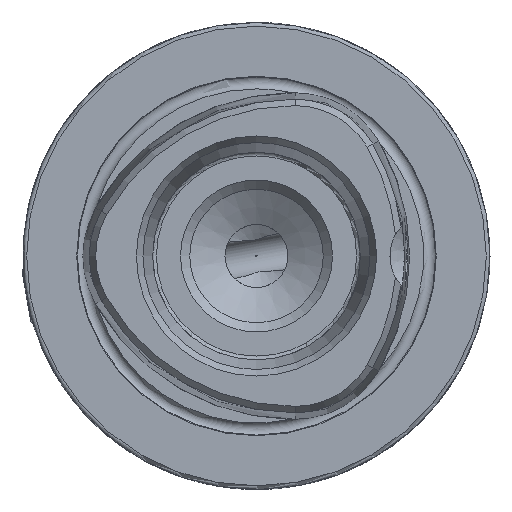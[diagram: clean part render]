
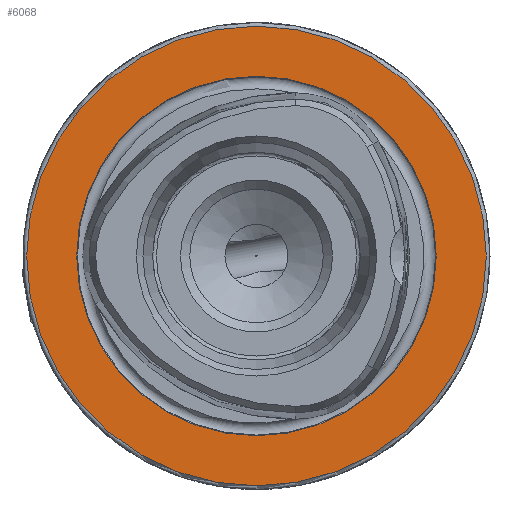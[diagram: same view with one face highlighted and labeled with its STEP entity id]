
A CAD part, left-side view. The second image highlights one B-rep face of the part: STEP entity #6068.
In plain terms, the highlighted planar face has unit normal (-1, 0, 0).
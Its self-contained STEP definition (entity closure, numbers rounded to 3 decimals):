
#334 = CARTESIAN_POINT ( 'NONE',  ( 0., 0., 24.25 ) ) ;
#426 = DIRECTION ( 'NONE',  ( 0., 0., -1. ) ) ;
#968 = ORIENTED_EDGE ( 'NONE', *, *, #8386, .F. ) ;
#1856 = DIRECTION ( 'NONE',  ( 1., 0., 0. ) ) ;
#2409 = CIRCLE ( 'NONE', #5534, 24.25 ) ;
#3058 = CARTESIAN_POINT ( 'NONE',  ( 0., 0., 31. ) ) ;
#3152 = CARTESIAN_POINT ( 'NONE',  ( 0., 24.25, 0. ) ) ;
#3203 = CIRCLE ( 'NONE', #5814, 31. ) ;
#3681 = CARTESIAN_POINT ( 'NONE',  ( 0., 0., 0. ) ) ;
#3741 = FACE_BOUND ( 'NONE', #8097, .T. ) ;
#3795 = VERTEX_POINT ( 'NONE', #334 ) ;
#3908 = VERTEX_POINT ( 'NONE', #3058 ) ;
#4080 = DIRECTION ( 'NONE',  ( -1., 0., 0. ) ) ;
#5169 = EDGE_LOOP ( 'NONE', ( #5873 ) ) ;
#5512 = CARTESIAN_POINT ( 'NONE',  ( 0., 0., 0. ) ) ;
#5534 = AXIS2_PLACEMENT_3D ( 'NONE', #5512, #4080, #6904 ) ;
#5677 = DIRECTION ( 'NONE',  ( -1., 0., 0. ) ) ;
#5814 = AXIS2_PLACEMENT_3D ( 'NONE', #3681, #5677, #8449 ) ;
#5873 = ORIENTED_EDGE ( 'NONE', *, *, #6474, .T. ) ;
#6068 = ADVANCED_FACE ( 'NONE', ( #3741, #7549 ), #8760, .F. ) ;
#6474 = EDGE_CURVE ( 'NONE', #3908, #3908, #3203, .T. ) ;
#6904 = DIRECTION ( 'NONE',  ( 0., 0., 1. ) ) ;
#6962 = AXIS2_PLACEMENT_3D ( 'NONE', #3152, #1856, #426 ) ;
#7549 = FACE_OUTER_BOUND ( 'NONE', #5169, .T. ) ;
#8097 = EDGE_LOOP ( 'NONE', ( #968 ) ) ;
#8386 = EDGE_CURVE ( 'NONE', #3795, #3795, #2409, .T. ) ;
#8449 = DIRECTION ( 'NONE',  ( 0., 0., 1. ) ) ;
#8760 = PLANE ( 'NONE',  #6962 ) ;
